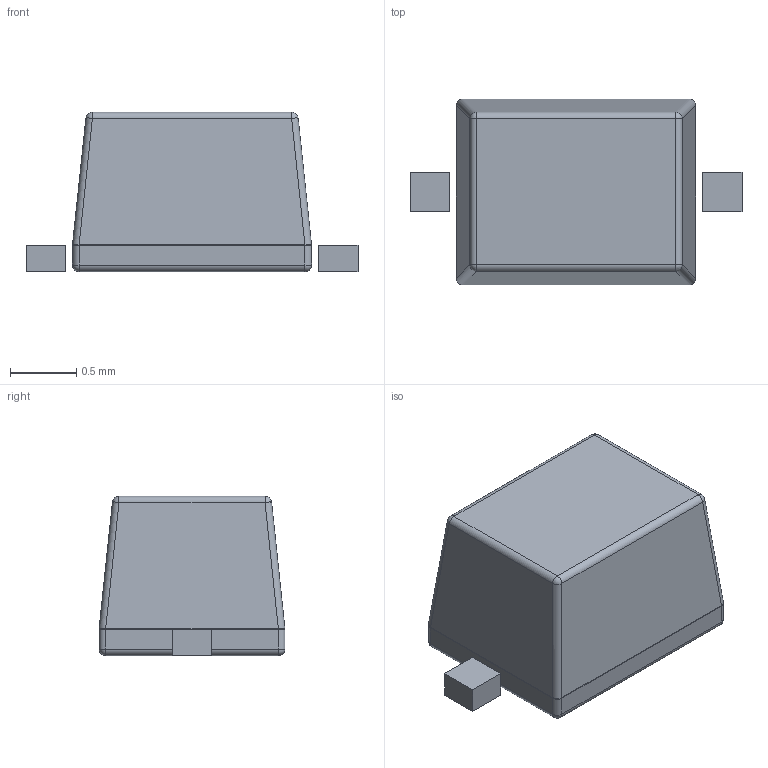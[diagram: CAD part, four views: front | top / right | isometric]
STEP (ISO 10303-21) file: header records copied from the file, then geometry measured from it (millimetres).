
FILE_DESCRIPTION(('Open CASCADE Model'),'2;1');
FILE_NAME('Open CASCADE Shape Model','2020-10-11T12:18:10',('Author'),( 'Open CASCADE'),'Open CASCADE STEP processor 6.8','Open CASCADE 6.8' ,'Unknown');
FILE_SCHEMA(('AUTOMOTIVE_DESIGN_CC2 { 1 2 10303 214 -1 1 5 4 }'));
Length unit declared in the file: millimetre
Products named in the file (4): SODFL250X120-2N.step; Body; Open CASCADE STEP translator 6.8 105.1.1; lead
Assembly tree (4 placements, depth 3):
  SODFL250X120-2N.step
    Body
      Open CASCADE STEP translator 6.8 105.1.1
    lead  x2
Bounding box: 2.5 x 1.4 x 1.2 mm (x, y, z)
Volume: 2.7 mm3; surface area: 12.2 mm2
Topology: 3 solids, 3 shells, 54 faces, 112 edges, 56 vertices
Faces by surface type: plane 22, cylinder 20, sphere 8, bspline 4
Entity records: 2940 total; most frequent: CARTESIAN_POINT 1049, DIRECTION 314, ORIENTED_EDGE 184, PCURVE 184, DEFINITIONAL_REPRESENTATION 184, LINE 168, VECTOR 168, EDGE_CURVE 92
